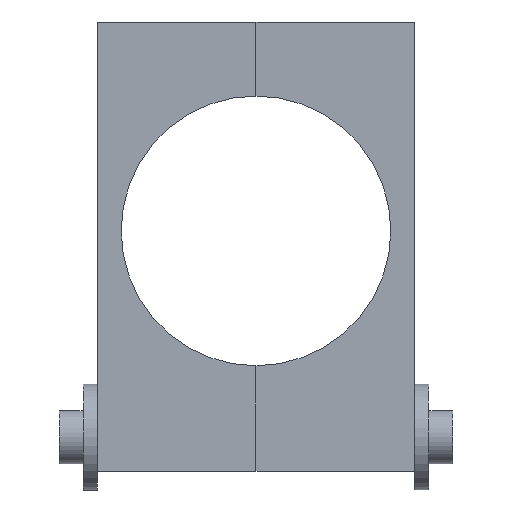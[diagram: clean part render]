
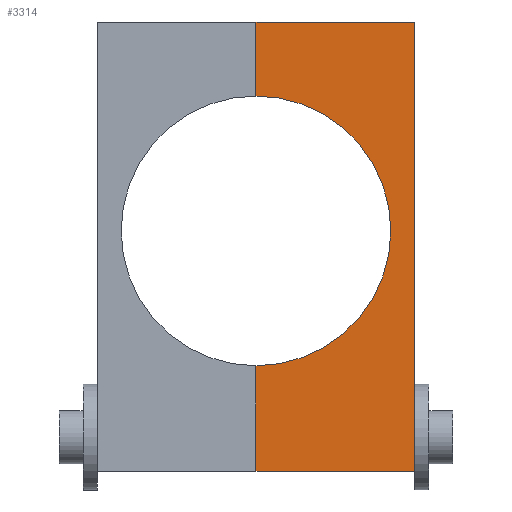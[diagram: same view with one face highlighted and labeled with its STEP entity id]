
A CAD part, front view. The second image highlights one B-rep face of the part: STEP entity #3314.
In plain terms, the highlighted planar face has unit normal (0, -1, 0).
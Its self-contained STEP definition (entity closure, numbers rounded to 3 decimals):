
#350=PLANE('',#3599);
#405=FACE_OUTER_BOUND('',#610,.T.);
#610=EDGE_LOOP('',(#2206,#2207,#2208,#2209,#2210,#2211));
#816=LINE('',#4715,#998);
#818=LINE('',#4723,#1000);
#826=LINE('',#4750,#1008);
#829=LINE('',#4754,#1011);
#830=LINE('',#4756,#1012);
#998=VECTOR('',#3918,10.);
#1000=VECTOR('',#3924,10.);
#1008=VECTOR('',#3954,10.);
#1011=VECTOR('',#3959,10.);
#1012=VECTOR('',#3962,10.);
#1183=CIRCLE('',#3589,25.5);
#1287=VERTEX_POINT('',#4709);
#1289=VERTEX_POINT('',#4713);
#1291=VERTEX_POINT('',#4719);
#1293=VERTEX_POINT('',#4722);
#1300=VERTEX_POINT('',#4748);
#1301=VERTEX_POINT('',#4749);
#1638=EDGE_CURVE('',#1287,#1289,#816,.T.);
#1641=EDGE_CURVE('',#1293,#1291,#818,.T.);
#1648=EDGE_CURVE('',#1293,#1289,#1183,.T.);
#1654=EDGE_CURVE('',#1300,#1301,#826,.T.);
#1657=EDGE_CURVE('',#1287,#1300,#829,.T.);
#1658=EDGE_CURVE('',#1301,#1291,#830,.T.);
#2206=ORIENTED_EDGE('',*,*,#1638,.T.);
#2207=ORIENTED_EDGE('',*,*,#1648,.F.);
#2208=ORIENTED_EDGE('',*,*,#1641,.T.);
#2209=ORIENTED_EDGE('',*,*,#1658,.F.);
#2210=ORIENTED_EDGE('',*,*,#1654,.F.);
#2211=ORIENTED_EDGE('',*,*,#1657,.F.);
#3314=ADVANCED_FACE('',(#405),#350,.F.);
#3589=AXIS2_PLACEMENT_3D('',#4735,#3936,#3937);
#3599=AXIS2_PLACEMENT_3D('',#4757,#3963,#3964);
#3918=DIRECTION('',(0.,0.,-1.));
#3924=DIRECTION('',(0.,0.,-1.));
#3936=DIRECTION('center_axis',(0.,-1.,0.));
#3937=DIRECTION('ref_axis',(1.,0.,0.));
#3954=DIRECTION('',(0.,0.,-1.));
#3959=DIRECTION('',(1.,0.,0.));
#3962=DIRECTION('',(-1.,0.,0.));
#3963=DIRECTION('center_axis',(0.,1.,0.));
#3964=DIRECTION('ref_axis',(1.,0.,0.));
#4709=CARTESIAN_POINT('',(0.,0.,39.5));
#4713=CARTESIAN_POINT('',(0.,0.,25.5));
#4715=CARTESIAN_POINT('',(0.,0.,-3.));
#4719=CARTESIAN_POINT('',(0.,0.,-45.5));
#4722=CARTESIAN_POINT('',(0.,0.,-25.5));
#4723=CARTESIAN_POINT('',(0.,0.,-3.));
#4735=CARTESIAN_POINT('Origin',(0.,0.,0.));
#4748=CARTESIAN_POINT('',(30.,0.,39.5));
#4749=CARTESIAN_POINT('',(30.,0.,-45.5));
#4750=CARTESIAN_POINT('',(30.,0.,39.5));
#4754=CARTESIAN_POINT('',(-30.,0.,39.5));
#4756=CARTESIAN_POINT('',(30.,0.,-45.5));
#4757=CARTESIAN_POINT('Origin',(0.,0.,-3.));
